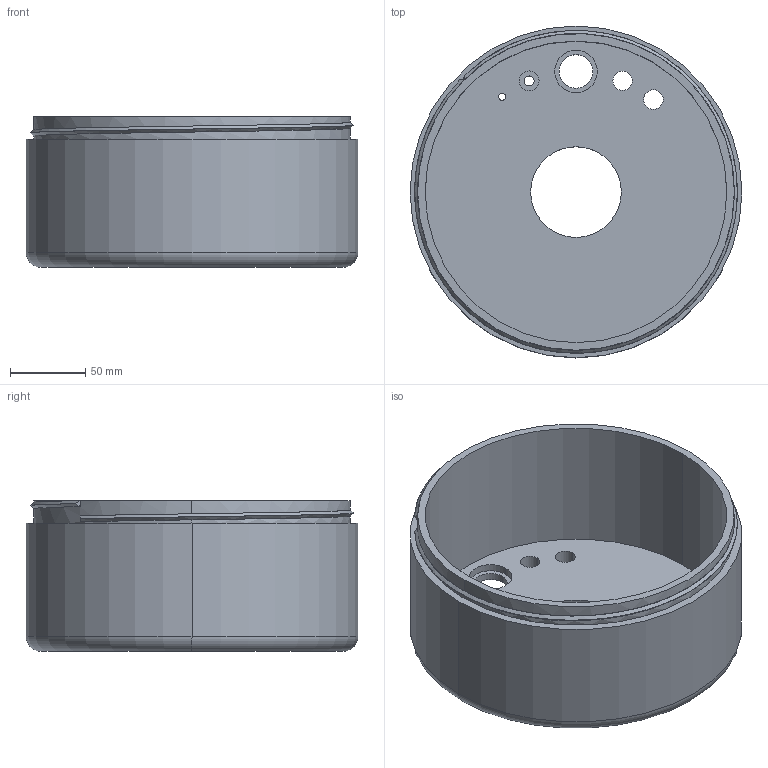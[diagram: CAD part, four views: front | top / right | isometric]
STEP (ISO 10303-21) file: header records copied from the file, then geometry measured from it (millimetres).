
FILE_DESCRIPTION (( 'STEP AP203' ), '1' );
FILE_NAME ('out Cover Mid.STEP', '2025-07-01T22:54:25', ( '' ), ( '' ), 'SwSTEP 2.0', 'SolidWorks 2023', '' );
FILE_SCHEMA (( 'CONFIG_CONTROL_DESIGN' ));
Length unit declared in the file: millimetre
Products named in the file (1): out Cover Mid
Bounding box: 220 x 220 x 100 mm (x, y, z)
Volume: 874461.8 mm3; surface area: 196219.2 mm2
Topology: 1 solids, 1 shells, 38 faces, 88 edges, 56 vertices
Faces by surface type: cylinder 24, plane 6, bspline 6, torus 2
Entity records: 4541 total; most frequent: CARTESIAN_POINT 3582, DIRECTION 188, ORIENTED_EDGE 176, EDGE_CURVE 88, AXIS2_PLACEMENT_3D 82, VERTEX_POINT 56, EDGE_LOOP 54, CIRCLE 49
